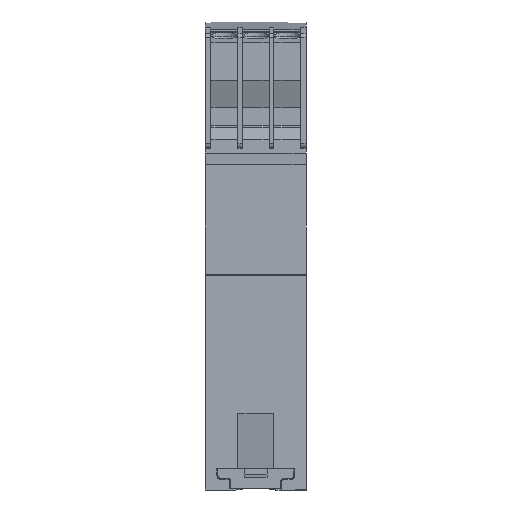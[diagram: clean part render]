
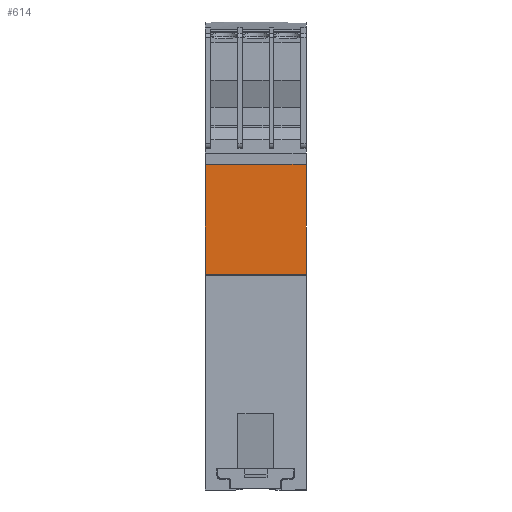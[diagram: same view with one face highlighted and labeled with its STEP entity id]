
A CAD part, front view. The second image highlights one B-rep face of the part: STEP entity #614.
In plain terms, the highlighted planar face has unit normal (0, -1, 0).
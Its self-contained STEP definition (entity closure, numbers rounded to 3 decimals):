
#614 = ADVANCED_FACE( '', ( #1802 ), #1803, .F. );
#1802 = FACE_OUTER_BOUND( '', #3614, .T. );
#1803 = PLANE( '', #3615 );
#3614 = EDGE_LOOP( '', ( #5450, #5451, #5452, #5453 ) );
#3615 = AXIS2_PLACEMENT_3D( '', #5454, #5455, #5456 );
#5450 = ORIENTED_EDGE( '', *, *, #10997, .F. );
#5451 = ORIENTED_EDGE( '', *, *, #10998, .F. );
#5452 = ORIENTED_EDGE( '', *, *, #10999, .T. );
#5453 = ORIENTED_EDGE( '', *, *, #11000, .T. );
#5454 = CARTESIAN_POINT( '', ( 11.2, -39., 67.781 ) );
#5455 = DIRECTION( '', ( 0., 1., 0. ) );
#5456 = DIRECTION( '', ( 0., 0., 1. ) );
#10997 = EDGE_CURVE( '', #13218, #13219, #13220, .T. );
#10998 = EDGE_CURVE( '', #13221, #13218, #13222, .T. );
#10999 = EDGE_CURVE( '', #13221, #13223, #13224, .T. );
#11000 = EDGE_CURVE( '', #13223, #13219, #13225, .T. );
#13218 = VERTEX_POINT( '', #16515 );
#13219 = VERTEX_POINT( '', #16516 );
#13220 = LINE( '', #16517, #16518 );
#13221 = VERTEX_POINT( '', #16519 );
#13222 = LINE( '', #16520, #16521 );
#13223 = VERTEX_POINT( '', #16522 );
#13224 = LINE( '', #16523, #16524 );
#13225 = LINE( '', #16525, #16526 );
#16515 = CARTESIAN_POINT( '', ( 11.2, -39., 43.3 ) );
#16516 = CARTESIAN_POINT( '', ( -11.2, -39., 43.3 ) );
#16517 = CARTESIAN_POINT( '', ( -10.9, -39., 43.3 ) );
#16518 = VECTOR( '', #21130, 1000. );
#16519 = CARTESIAN_POINT( '', ( 11.2, -39., 67.781 ) );
#16520 = CARTESIAN_POINT( '', ( 11.2, -39., 67.781 ) );
#16521 = VECTOR( '', #21131, 1000. );
#16522 = CARTESIAN_POINT( '', ( -11.2, -39., 67.781 ) );
#16523 = CARTESIAN_POINT( '', ( 11.2, -39., 67.781 ) );
#16524 = VECTOR( '', #21132, 1000. );
#16525 = CARTESIAN_POINT( '', ( -11.2, -39., 67.781 ) );
#16526 = VECTOR( '', #21133, 1000. );
#21130 = DIRECTION( '', ( -1., 0., 0. ) );
#21131 = DIRECTION( '', ( 0., 0., -1. ) );
#21132 = DIRECTION( '', ( -1., 0., 0. ) );
#21133 = DIRECTION( '', ( 0., 0., -1. ) );
